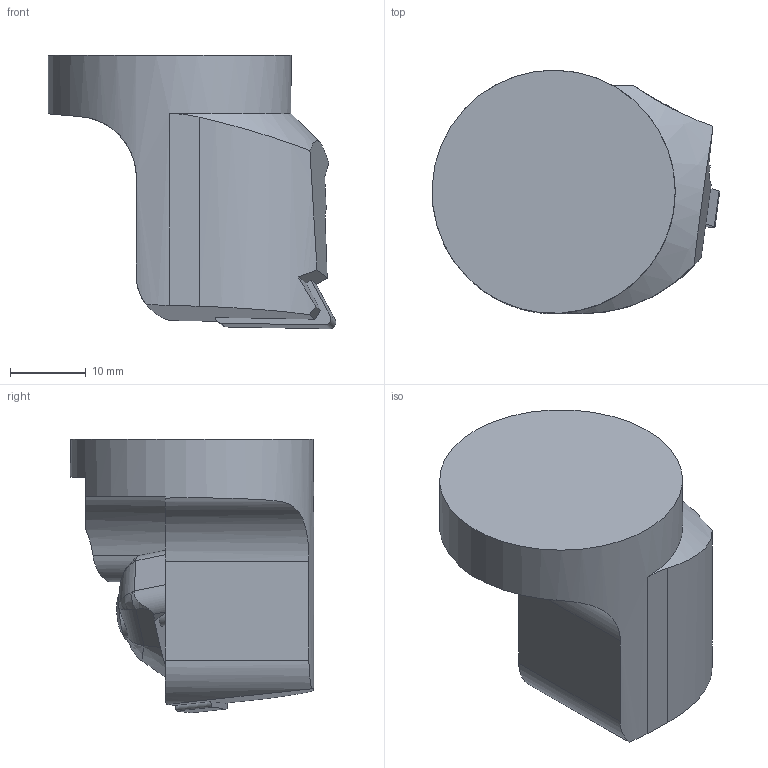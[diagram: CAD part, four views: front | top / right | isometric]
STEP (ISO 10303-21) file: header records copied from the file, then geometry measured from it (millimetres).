
FILE_DESCRIPTION(/* description */ (''),/* implementation_level */ '2;1');
FILE_NAME(/* name */ '1641969721408.stp',/* time_stamp */ '2022-01-12T12:12:26+06:00',/* author */ (''),/* organization */ ('SMS'),/* preprocessor_version */ 'ST-DEVELOPER v16.7',/* originating_system */ 'SIEMENS PLM Software NX 12.0',/* authorisation */ '');
FILE_SCHEMA (('AUTOMOTIVE_DESIGN { 1 0 10303 214 3 1 1 1 }'));
Length unit declared in the file: millimetre
Products named in the file (4): IsoTurningInsert; ASSEMBLY_CONSTRUCTION; 201796564mod000_01; 201796562mod000_01
Assembly tree (3 placements, depth 2):
  201796562mod000_01
    201796564mod000_01
    ASSEMBLY_CONSTRUCTION
    IsoTurningInsert
Bounding box: 37.85 x 32 x 36 mm (x, y, z)
Volume: 18707.1 mm3; surface area: 5720.9 mm2
Topology: 2 solids, 2 shells, 71 faces, 203 edges, 142 vertices
Faces by surface type: plane 36, cylinder 24, bspline 9, cone 1, sphere 1
Full cylindrical faces by diameter (mm): 3.81 x2, 4 x1, 6.4 x1, 32 x1
Entity records: 2864 total; most frequent: CARTESIAN_POINT 935, ORIENTED_EDGE 384, DIRECTION 353, EDGE_CURVE 192, AXIS2_PLACEMENT_3D 135, VERTEX_POINT 131, EDGE_LOOP 83, LINE 83
